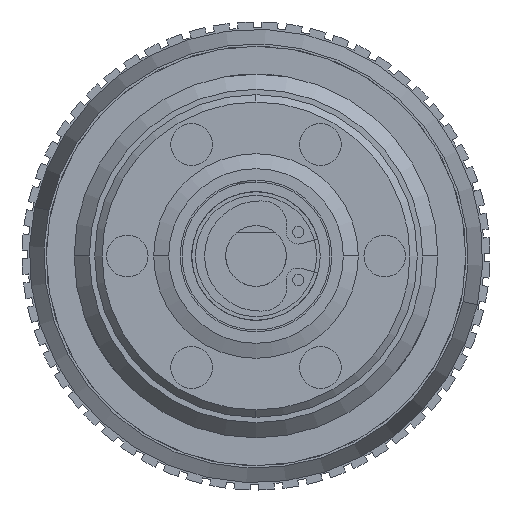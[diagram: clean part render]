
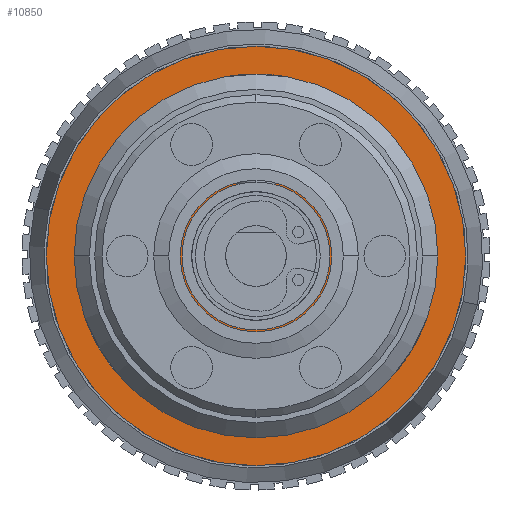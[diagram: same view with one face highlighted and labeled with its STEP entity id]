
A CAD part, front view. The second image highlights one B-rep face of the part: STEP entity #10850.
In plain terms, the highlighted planar face has unit normal (0, -1, 0).
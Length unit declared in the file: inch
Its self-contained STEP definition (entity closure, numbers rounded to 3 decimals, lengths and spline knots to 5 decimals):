
#627 = EDGE_CURVE ( 'NONE', #13606, #13607, #24180, .T. ) ;
#730 = EDGE_CURVE ( 'NONE', #13610, #13611, #24695, .T. ) ;
#739 = EDGE_CURVE ( 'NONE', #13611, #13610, #24534, .T. ) ;
#889 = EDGE_CURVE ( 'NONE', #13607, #13606, #24757, .T. ) ;
#7451 = CARTESIAN_POINT ( 'NONE',  ( -0.865, 5.90165, 0. ) ) ;
#7452 = CARTESIAN_POINT ( 'NONE',  ( 0.865, 5.90165, 0. ) ) ;
#7455 = CARTESIAN_POINT ( 'NONE',  ( -0.23622, 5.90165, 0. ) ) ;
#7456 = CARTESIAN_POINT ( 'NONE',  ( 0.23622, 5.90165, 0. ) ) ;
#10850 = ADVANCED_FACE ( 'NONE', ( #13083, #13086 ), #17321, .F. ) ;
#13083 = FACE_OUTER_BOUND ( 'NONE', #27164, .T. ) ;
#13086 = FACE_BOUND ( 'NONE', #27146, .T. ) ;
#13606 = VERTEX_POINT ( 'NONE', #7456 ) ;
#13607 = VERTEX_POINT ( 'NONE', #7455 ) ;
#13610 = VERTEX_POINT ( 'NONE', #7452 ) ;
#13611 = VERTEX_POINT ( 'NONE', #7451 ) ;
#14190 = AXIS2_PLACEMENT_3D ( 'NONE', #17337, #17401, #17402 ) ;
#15738 = DIRECTION ( 'NONE',  ( -1., 0., 0. ) ) ;
#15966 = DIRECTION ( 'NONE',  ( -1., 0., 0. ) ) ;
#15967 = DIRECTION ( 'NONE',  ( 0., -1., 0. ) ) ;
#15968 = CARTESIAN_POINT ( 'NONE',  ( 0., 5.90165, 0. ) ) ;
#16383 = CARTESIAN_POINT ( 'NONE',  ( 0., 5.90165, 0. ) ) ;
#16466 = DIRECTION ( 'NONE',  ( -1., 0., 0. ) ) ;
#16467 = DIRECTION ( 'NONE',  ( 0., -1., 0. ) ) ;
#16472 = CARTESIAN_POINT ( 'NONE',  ( 0., 5.90165, 0. ) ) ;
#16712 = DIRECTION ( 'NONE',  ( 0., 1., 0. ) ) ;
#16769 = CARTESIAN_POINT ( 'NONE',  ( 0., 5.90165, 0. ) ) ;
#16813 = DIRECTION ( 'NONE',  ( -1., 0., 0. ) ) ;
#16816 = DIRECTION ( 'NONE',  ( 0., 1., 0. ) ) ;
#17321 = PLANE ( 'NONE',  #14190 ) ;
#17337 = CARTESIAN_POINT ( 'NONE',  ( 0., 5.90165, 0. ) ) ;
#17401 = DIRECTION ( 'NONE',  ( 0., 1., 0. ) ) ;
#17402 = DIRECTION ( 'NONE',  ( -1., 0., 0. ) ) ;
#24180 = CIRCLE ( 'NONE', #28622, 0.23622 ) ;
#24534 = CIRCLE ( 'NONE', #28658, 0.865 ) ;
#24695 = CIRCLE ( 'NONE', #28654, 0.865 ) ;
#24757 = CIRCLE ( 'NONE', #28538, 0.23622 ) ;
#27146 = EDGE_LOOP ( 'NONE', ( #28220, #28218 ) ) ;
#27164 = EDGE_LOOP ( 'NONE', ( #28207, #28219 ) ) ;
#28207 = ORIENTED_EDGE ( 'NONE', *, *, #739, .F. ) ;
#28218 = ORIENTED_EDGE ( 'NONE', *, *, #627, .F. ) ;
#28219 = ORIENTED_EDGE ( 'NONE', *, *, #730, .F. ) ;
#28220 = ORIENTED_EDGE ( 'NONE', *, *, #889, .F. ) ;
#28538 = AXIS2_PLACEMENT_3D ( 'NONE', #16472, #16467, #16466 ) ;
#28622 = AXIS2_PLACEMENT_3D ( 'NONE', #15968, #15967, #15966 ) ;
#28654 = AXIS2_PLACEMENT_3D ( 'NONE', #16383, #16712, #15738 ) ;
#28658 = AXIS2_PLACEMENT_3D ( 'NONE', #16769, #16816, #16813 ) ;
